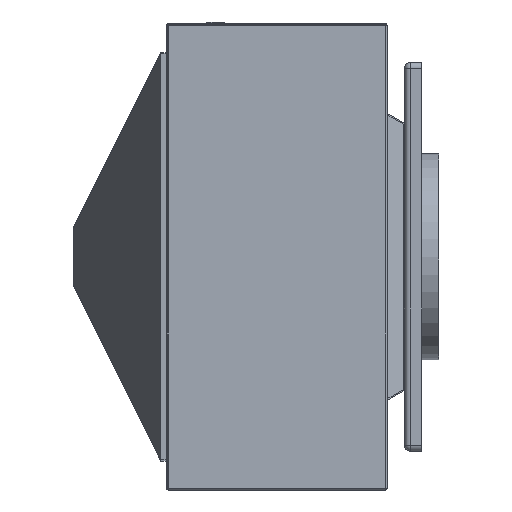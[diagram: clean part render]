
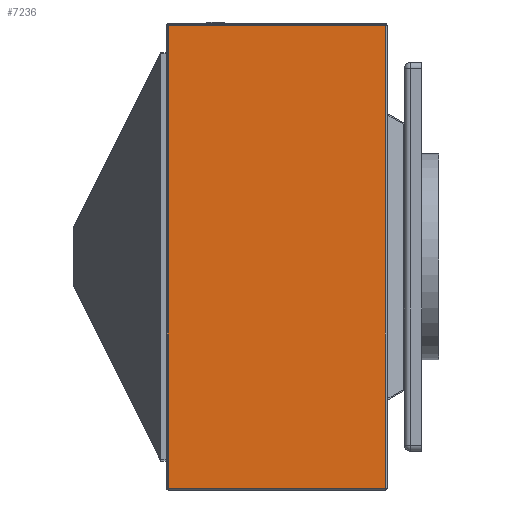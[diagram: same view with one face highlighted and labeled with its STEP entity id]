
A CAD part, left-side view. The second image highlights one B-rep face of the part: STEP entity #7236.
In plain terms, the highlighted planar face has unit normal (-1, 0, 0).
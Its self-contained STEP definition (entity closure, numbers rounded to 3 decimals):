
#63 = CARTESIAN_POINT ( 'NONE',  ( -402., 63., 399. ) ) ;
#550 = DIRECTION ( 'NONE',  ( 0., 0., 1. ) ) ;
#551 = VECTOR ( 'NONE', #550, 1000. ) ;
#552 = CARTESIAN_POINT ( 'NONE',  ( -402., 63., -402. ) ) ;
#553 = LINE ( 'NONE', #552, #551 ) ;
#554 = CARTESIAN_POINT ( 'NONE',  ( -402., 63., -399. ) ) ;
#555 = DIRECTION ( 'NONE',  ( 0., -1., 0. ) ) ;
#556 = VECTOR ( 'NONE', #555, 1000. ) ;
#557 = CARTESIAN_POINT ( 'NONE',  ( -402., 440.667, -399. ) ) ;
#558 = LINE ( 'NONE', #557, #556 ) ;
#559 = CARTESIAN_POINT ( 'NONE',  ( -402., 437.667, -399. ) ) ;
#560 = CARTESIAN_POINT ( 'NONE',  ( -402., 437.667, 399. ) ) ;
#561 = DIRECTION ( 'NONE',  ( 0., 0., -1. ) ) ;
#562 = VECTOR ( 'NONE', #561, 1000. ) ;
#563 = CARTESIAN_POINT ( 'NONE',  ( -402., 437.667, -402. ) ) ;
#564 = LINE ( 'NONE', #563, #562 ) ;
#565 = DIRECTION ( 'NONE',  ( 0., 0., -1. ) ) ;
#566 = DIRECTION ( 'NONE',  ( 1., 0., 0. ) ) ;
#567 = AXIS2_PLACEMENT_3D ( 'NONE', #568, #566, #565 ) ;
#568 = CARTESIAN_POINT ( 'NONE',  ( -402., 440.667, -402. ) ) ;
#569 = PLANE ( 'NONE',  #567 ) ;
#570 = FACE_OUTER_BOUND ( 'NONE', #7237, .T. ) ;
#644 = DIRECTION ( 'NONE',  ( 0., 1., 0. ) ) ;
#645 = VECTOR ( 'NONE', #644, 1000. ) ;
#646 = CARTESIAN_POINT ( 'NONE',  ( -402., 440.667, 399. ) ) ;
#647 = LINE ( 'NONE', #646, #645 ) ;
#7040 = VERTEX_POINT ( 'NONE', #63 ) ;
#7236 = ADVANCED_FACE ( 'NONE', ( #570 ), #569, .F. ) ;
#7237 = EDGE_LOOP ( 'NONE', ( #7238, #7242, #7245, #7303 ) ) ;
#7238 = ORIENTED_EDGE ( 'NONE', *, *, #7239, .T. ) ;
#7239 = EDGE_CURVE ( 'NONE', #7240, #7241, #564, .T. ) ;
#7240 = VERTEX_POINT ( 'NONE', #560 ) ;
#7241 = VERTEX_POINT ( 'NONE', #559 ) ;
#7242 = ORIENTED_EDGE ( 'NONE', *, *, #7243, .T. ) ;
#7243 = EDGE_CURVE ( 'NONE', #7241, #7244, #558, .T. ) ;
#7244 = VERTEX_POINT ( 'NONE', #554 ) ;
#7245 = ORIENTED_EDGE ( 'NONE', *, *, #7246, .T. ) ;
#7246 = EDGE_CURVE ( 'NONE', #7244, #7040, #553, .T. ) ;
#7303 = ORIENTED_EDGE ( 'NONE', *, *, #7304, .T. ) ;
#7304 = EDGE_CURVE ( 'NONE', #7040, #7240, #647, .T. ) ;
